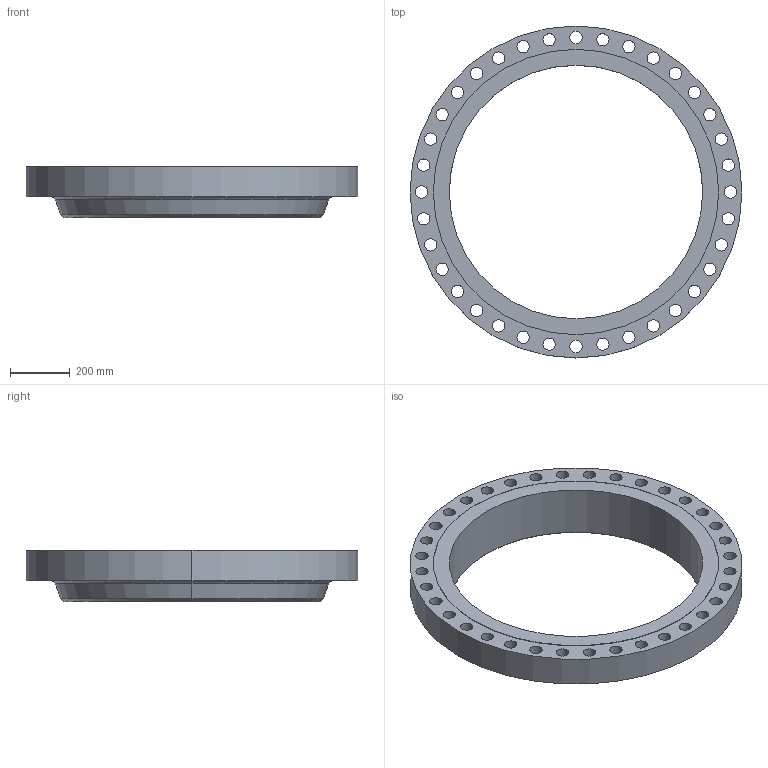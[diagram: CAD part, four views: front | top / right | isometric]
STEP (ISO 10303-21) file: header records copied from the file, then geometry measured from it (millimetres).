
FILE_DESCRIPTION (( 'STEP AP203' ), '1' );
FILE_NAME ('34_300_B1647B_RF_WNF_OB_S10.STEP', '2024-01-18T02:40:44', ( '' ), ( '' ), 'SwSTEP 2.0', 'SolidWorks 2023', '' );
FILE_SCHEMA (( 'CONFIG_CONTROL_DESIGN' ));
Length unit declared in the file: inch
Products named in the file (1): 34_300_B1647B_RF_WNF_OB_S10
Bounding box: 1108.08 x 1108.08 x 173.04 mm (x, y, z)
Volume: 40652472.5 mm3; surface area: 2121834.1 mm2
Topology: 1 solids, 1 shells, 88 faces, 248 edges, 164 vertices
Faces by surface type: cylinder 78, cone 4, plane 4, torus 2
Entity records: 3173 total; most frequent: DIRECTION 592, CARTESIAN_POINT 501, ORIENTED_EDGE 496, AXIS2_PLACEMENT_3D 255, EDGE_CURVE 248, CIRCLE 166, EDGE_LOOP 164, VERTEX_POINT 164
